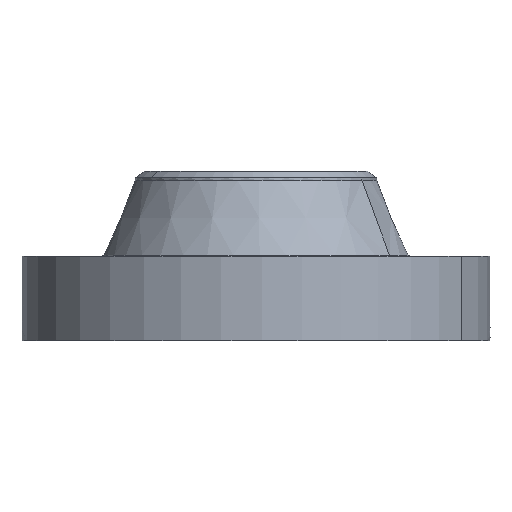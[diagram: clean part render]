
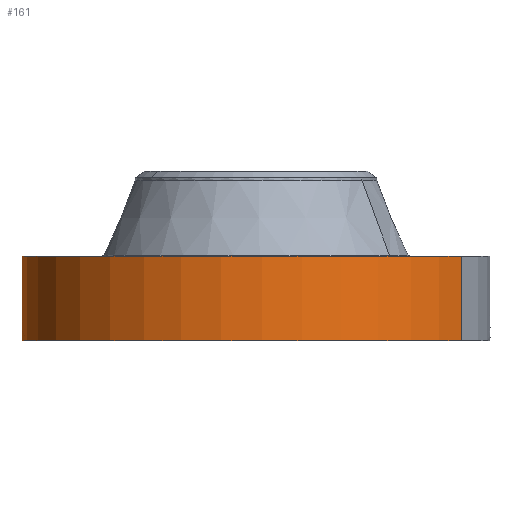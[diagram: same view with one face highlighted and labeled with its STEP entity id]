
A CAD part, left-side view. The second image highlights one B-rep face of the part: STEP entity #161.
In plain terms, the highlighted cylindrical face has radius 492.125 mm (diameter 984.25 mm), a partial arc.
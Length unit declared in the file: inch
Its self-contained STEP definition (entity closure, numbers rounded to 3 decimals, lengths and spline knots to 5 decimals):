
#38=AXIS2_PLACEMENT_3D('Cylinder Axis2P3D',#35,#36,#37) ;
#42=AXIS2_PLACEMENT_3D('Circle Axis2P3D',#40,#41,$) ;
#58=AXIS2_PLACEMENT_3D('Circle Axis2P3D',#56,#57,$) ;
#35=CARTESIAN_POINT('Axis2P3D Location',(0.,0.,7.25)) ;
#40=CARTESIAN_POINT('Axis2P3D Location',(0.,0.,0.25)) ;
#44=CARTESIAN_POINT('Vertex',(-9.28887,-17.00316,0.25)) ;
#46=CARTESIAN_POINT('Vertex',(9.28887,17.00316,0.25)) ;
#49=CARTESIAN_POINT('Line Origine',(-9.28887,-17.00316,3.75)) ;
#53=CARTESIAN_POINT('Vertex',(-9.28887,-17.00316,7.25)) ;
#56=CARTESIAN_POINT('Axis2P3D Location',(0.,0.,7.25)) ;
#60=CARTESIAN_POINT('Vertex',(9.28887,17.00316,7.25)) ;
#63=CARTESIAN_POINT('Line Origine',(9.28887,17.00316,3.75)) ;
#75=CARTESIAN_POINT('Control Point',(-0.00072,19.375,1.29412)) ;
#76=CARTESIAN_POINT('Control Point',(-0.01873,19.375,1.29408)) ;
#77=CARTESIAN_POINT('Control Point',(-0.03674,19.37497,1.29267)) ;
#78=CARTESIAN_POINT('Control Point',(-0.05453,19.37492,1.28989)) ;
#79=CARTESIAN_POINT('Vertex',(-0.00072,19.375,1.29412)) ;
#81=CARTESIAN_POINT('Vertex',(-0.05452,19.37492,1.28989)) ;
#85=CARTESIAN_POINT('Control Point',(-0.05452,19.37492,1.28989)) ;
#86=CARTESIAN_POINT('Control Point',(-0.09525,19.37481,1.28559)) ;
#87=CARTESIAN_POINT('Control Point',(-0.13537,19.37456,1.27389)) ;
#88=CARTESIAN_POINT('Control Point',(-0.17236,19.37423,1.25554)) ;
#89=CARTESIAN_POINT('Vertex',(-0.17236,19.37423,1.25554)) ;
#93=CARTESIAN_POINT('Control Point',(-0.03124,19.37497,0.53121)) ;
#94=CARTESIAN_POINT('Control Point',(-0.0678,19.37492,0.53583)) ;
#95=CARTESIAN_POINT('Control Point',(-0.10372,19.37477,0.54469)) ;
#96=CARTESIAN_POINT('Control Point',(-0.13833,19.37455,0.55769)) ;
#97=CARTESIAN_POINT('Control Point',(-0.22642,19.37379,0.60308)) ;
#98=CARTESIAN_POINT('Control Point',(-0.29672,19.37279,0.67335)) ;
#99=CARTESIAN_POINT('Control Point',(-0.33142,19.37219,0.72538)) ;
#100=CARTESIAN_POINT('Control Point',(-0.37113,19.37145,0.82079)) ;
#101=CARTESIAN_POINT('Control Point',(-0.3788,19.3713,0.9219)) ;
#102=CARTESIAN_POINT('Control Point',(-0.37656,19.37134,0.96265)) ;
#103=CARTESIAN_POINT('Control Point',(-0.35809,19.37171,1.06075)) ;
#104=CARTESIAN_POINT('Control Point',(-0.30942,19.37257,1.14816)) ;
#105=CARTESIAN_POINT('Control Point',(-0.27071,19.37319,1.1936)) ;
#106=CARTESIAN_POINT('Control Point',(-0.22405,19.37377,1.22991)) ;
#107=CARTESIAN_POINT('Control Point',(-0.17236,19.37423,1.25554)) ;
#108=CARTESIAN_POINT('Vertex',(-0.03124,19.37497,0.53121)) ;
#112=CARTESIAN_POINT('Control Point',(-0.03124,19.37497,0.53121)) ;
#113=CARTESIAN_POINT('Control Point',(-0.02082,19.37499,0.53088)) ;
#114=CARTESIAN_POINT('Control Point',(-0.0104,19.375,0.53093)) ;
#115=CARTESIAN_POINT('Control Point',(0.,19.375,0.53137)) ;
#116=CARTESIAN_POINT('Vertex',(0.,19.375,0.53137)) ;
#120=CARTESIAN_POINT('Control Point',(0.19244,19.37404,0.58776)) ;
#121=CARTESIAN_POINT('Control Point',(0.14893,19.37448,0.56224)) ;
#122=CARTESIAN_POINT('Control Point',(0.1011,19.37482,0.54385)) ;
#123=CARTESIAN_POINT('Control Point',(0.0508,19.375,0.53353)) ;
#124=CARTESIAN_POINT('Control Point',(0.,19.375,0.53137)) ;
#125=CARTESIAN_POINT('Vertex',(0.19244,19.37404,0.58776)) ;
#129=CARTESIAN_POINT('Control Point',(0.19244,19.37404,0.58776)) ;
#130=CARTESIAN_POINT('Control Point',(0.24914,19.37348,0.62101)) ;
#131=CARTESIAN_POINT('Control Point',(0.29897,19.37278,0.66559)) ;
#132=CARTESIAN_POINT('Control Point',(0.33877,19.37207,0.71987)) ;
#133=CARTESIAN_POINT('Control Point',(0.38254,19.37123,0.81824)) ;
#134=CARTESIAN_POINT('Control Point',(0.39077,19.37106,0.92351)) ;
#135=CARTESIAN_POINT('Control Point',(0.38853,19.3711,0.96374)) ;
#136=CARTESIAN_POINT('Control Point',(0.37341,19.37141,1.04267)) ;
#137=CARTESIAN_POINT('Control Point',(0.33839,19.37206,1.11439)) ;
#138=CARTESIAN_POINT('Control Point',(0.31618,19.37244,1.14765)) ;
#139=CARTESIAN_POINT('Control Point',(0.25166,19.37345,1.22093)) ;
#140=CARTESIAN_POINT('Control Point',(0.16731,19.37438,1.26998)) ;
#141=CARTESIAN_POINT('Control Point',(0.11255,19.3748,1.2889)) ;
#142=CARTESIAN_POINT('Control Point',(0.05586,19.375,1.29689)) ;
#143=CARTESIAN_POINT('Control Point',(-0.00003,19.375,1.29415)) ;
#144=CARTESIAN_POINT('Vertex',(-0.00003,19.375,1.29415)) ;
#148=CARTESIAN_POINT('Control Point',(-0.00072,19.375,1.29412)) ;
#149=CARTESIAN_POINT('Control Point',(-0.00037,19.375,1.29414)) ;
#150=CARTESIAN_POINT('Control Point',(-0.00003,19.375,1.29415)) ;
#36=DIRECTION('Axis2P3D Direction',(0.,0.,-0.039)) ;
#37=DIRECTION('Axis2P3D XDirection',(0.019,0.035,0.)) ;
#41=DIRECTION('Axis2P3D Direction',(0.,0.,-0.039)) ;
#50=DIRECTION('Vector Direction',(0.,0.,-0.039)) ;
#57=DIRECTION('Axis2P3D Direction',(0.,0.,-0.039)) ;
#64=DIRECTION('Vector Direction',(0.,0.,-0.039)) ;
#51=VECTOR('Line Direction',#50,0.03937) ;
#65=VECTOR('Line Direction',#64,0.03937) ;
#69=ORIENTED_EDGE('',*,*,#48,.F.) ;
#70=ORIENTED_EDGE('',*,*,#55,.T.) ;
#71=ORIENTED_EDGE('',*,*,#62,.T.) ;
#72=ORIENTED_EDGE('',*,*,#67,.F.) ;
#153=ORIENTED_EDGE('',*,*,#83,.T.) ;
#154=ORIENTED_EDGE('',*,*,#91,.T.) ;
#155=ORIENTED_EDGE('',*,*,#110,.F.) ;
#156=ORIENTED_EDGE('',*,*,#118,.T.) ;
#157=ORIENTED_EDGE('',*,*,#127,.F.) ;
#158=ORIENTED_EDGE('',*,*,#146,.T.) ;
#159=ORIENTED_EDGE('',*,*,#151,.F.) ;
#160=FACE_BOUND('',#152,.T.) ;
#161=ADVANCED_FACE('PartBody',(#73,#160),#39,.T.) ;
#74=B_SPLINE_CURVE_WITH_KNOTS('',3,(#75,#76,#77,#78),.UNSPECIFIED.,.F.,.U.,(4,4),(34.61687,36.61509),.UNSPECIFIED.) ;
#84=B_SPLINE_CURVE_WITH_KNOTS('',3,(#85,#86,#87,#88),.UNSPECIFIED.,.F.,.U.,(4,4),(0.,4.60163),.UNSPECIFIED.) ;
#92=B_SPLINE_CURVE_WITH_KNOTS('',5,(#93,#94,#95,#96,#97,#98,#99,#100,#101,#102,#103,#104,#105,#106,#107),.UNSPECIFIED.,.F.,.U.,(6,3,3,3,6),(0.,6.40397,17.27238,24.60166,35.31558),.UNSPECIFIED.) ;
#111=B_SPLINE_CURVE_WITH_KNOTS('',3,(#112,#113,#114,#115),.UNSPECIFIED.,.F.,.U.,(4,4),(0.,1.0869),.UNSPECIFIED.) ;
#119=B_SPLINE_CURVE_WITH_KNOTS('',4,(#120,#121,#122,#123,#124),.UNSPECIFIED.,.F.,.U.,(5,5),(0.,7.07873),.UNSPECIFIED.) ;
#128=B_SPLINE_CURVE_WITH_KNOTS('',5,(#129,#130,#131,#132,#133,#134,#135,#136,#137,#138,#139,#140,#141,#142,#143),.UNSPECIFIED.,.F.,.U.,(6,3,3,3,6),(0.,11.5316,18.64036,25.79401,36.23986),.UNSPECIFIED.) ;
#147=B_SPLINE_CURVE_WITH_KNOTS('',2,(#148,#149,#150),.UNSPECIFIED.,.F.,.U.,(3,3),(1.0152,1.04098),.UNSPECIFIED.) ;
#43=CIRCLE('generated circle',#42,19.375) ;
#59=CIRCLE('generated circle',#58,19.375) ;
#39=CYLINDRICAL_SURFACE('generated cylinder',#38,19.375) ;
#48=EDGE_CURVE('',#45,#47,#43,.T.) ;
#55=EDGE_CURVE('',#45,#54,#52,.F.) ;
#62=EDGE_CURVE('',#54,#61,#59,.T.) ;
#67=EDGE_CURVE('',#47,#61,#66,.F.) ;
#83=EDGE_CURVE('',#80,#82,#74,.T.) ;
#91=EDGE_CURVE('',#82,#90,#84,.T.) ;
#110=EDGE_CURVE('',#109,#90,#92,.T.) ;
#118=EDGE_CURVE('',#109,#117,#111,.T.) ;
#127=EDGE_CURVE('',#126,#117,#119,.T.) ;
#146=EDGE_CURVE('',#126,#145,#128,.T.) ;
#151=EDGE_CURVE('',#80,#145,#147,.T.) ;
#68=EDGE_LOOP('',(#69,#70,#71,#72)) ;
#152=EDGE_LOOP('',(#153,#154,#155,#156,#157,#158,#159)) ;
#73=FACE_OUTER_BOUND('',#68,.T.) ;
#52=LINE('Line',#49,#51) ;
#66=LINE('Line',#63,#65) ;
#45=VERTEX_POINT('',#44) ;
#47=VERTEX_POINT('',#46) ;
#54=VERTEX_POINT('',#53) ;
#61=VERTEX_POINT('',#60) ;
#80=VERTEX_POINT('',#79) ;
#82=VERTEX_POINT('',#81) ;
#90=VERTEX_POINT('',#89) ;
#109=VERTEX_POINT('',#108) ;
#117=VERTEX_POINT('',#116) ;
#126=VERTEX_POINT('',#125) ;
#145=VERTEX_POINT('',#144) ;
